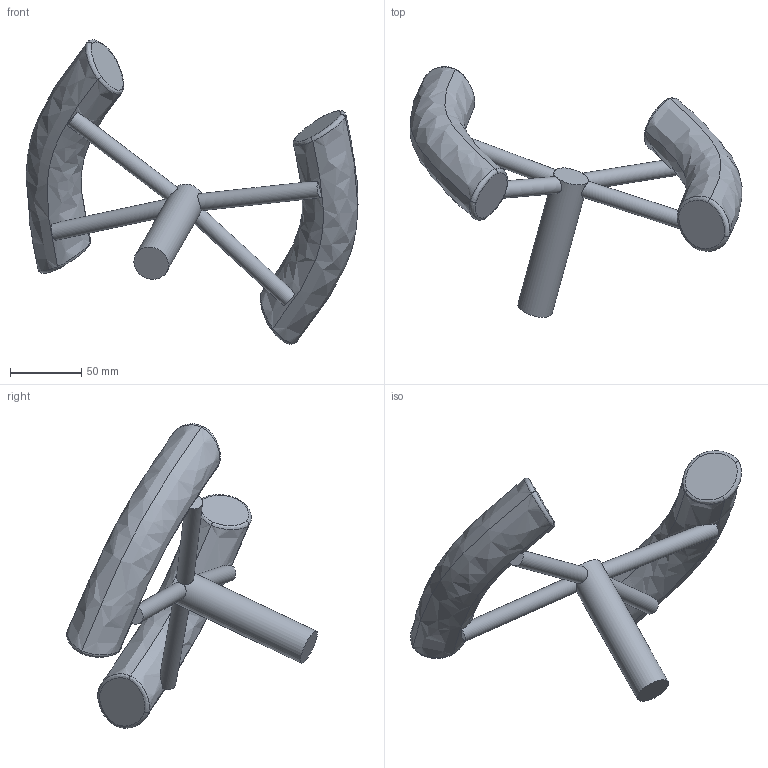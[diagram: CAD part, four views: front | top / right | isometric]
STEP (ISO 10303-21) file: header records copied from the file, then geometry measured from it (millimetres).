
FILE_DESCRIPTION(/* description */ (''),/* implementation_level */ '2;1');
FILE_NAME(/* name */ 'Steering wheel v8.step',/* time_stamp */ '2025-10-30T22:59:59+05:30',/* author */ (''),/* organization */ (''),/* preprocessor_version */ 'ST-DEVELOPER v20.1',/* originating_system */ 'Autodesk Translation Framework v14.17.0.0',/* authorisation */ '');
FILE_SCHEMA (('AUTOMOTIVE_DESIGN { 1 0 10303 214 3 1 1 }'));
Length unit declared in the file: millimetre
Products named in the file (1): Steering wheel
Bounding box: 233.37 x 176.16 x 213.88 mm (x, y, z)
Volume: 492609.6 mm3; surface area: 66678.5 mm2
Topology: 1 solids, 1 shells, 41 faces, 125 edges, 86 vertices
Faces by surface type: bspline 28, cylinder 7, plane 6
Full cylindrical faces by diameter (mm): 12 x4, 25 x1
Entity records: 5302 total; most frequent: CARTESIAN_POINT 4374, ORIENTED_EDGE 250, EDGE_CURVE 125, B_SPLINE_CURVE_WITH_KNOTS 93, DIRECTION 87, VERTEX_POINT 86, EDGE_LOOP 45, FACE_OUTER_BOUND 41
